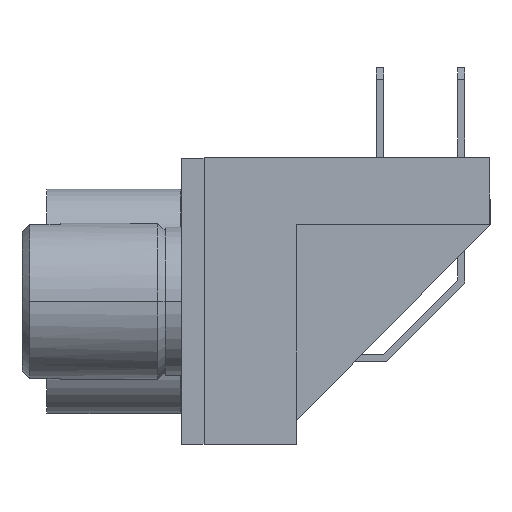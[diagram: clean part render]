
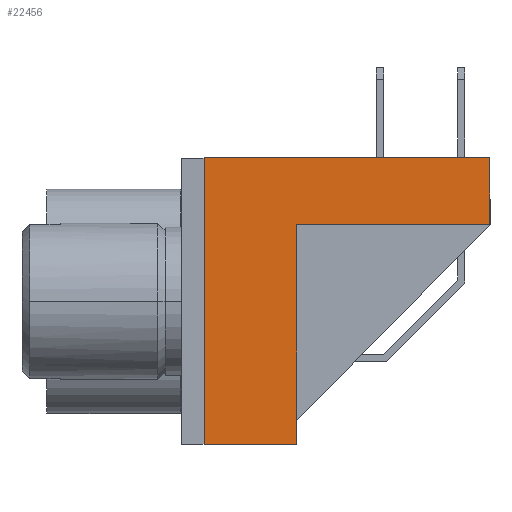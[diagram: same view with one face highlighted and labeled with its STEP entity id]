
A CAD part, left-side view. The second image highlights one B-rep face of the part: STEP entity #22456.
In plain terms, the highlighted face is planar.
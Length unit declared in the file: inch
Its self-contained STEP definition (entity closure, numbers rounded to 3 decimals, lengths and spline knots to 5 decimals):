
#242 = ORIENTED_EDGE ( 'NONE', *, *, #33409, .T. ) ;
#603 = CARTESIAN_POINT ( 'NONE',  ( 1.079, 0.6, 0.299 ) ) ;
#655 = DIRECTION ( 'NONE',  ( 0., 0., -1. ) ) ;
#996 = AXIS2_PLACEMENT_3D ( 'NONE', #20764, #28064, #14754 ) ;
#1790 = CARTESIAN_POINT ( 'NONE',  ( 1.079, 0., -0.299 ) ) ;
#2399 = EDGE_CURVE ( 'NONE', #18122, #19943, #28570, .T. ) ;
#3059 = LINE ( 'NONE', #603, #5530 ) ;
#3276 = CARTESIAN_POINT ( 'NONE',  ( 1.079, 0.6, -0.299 ) ) ;
#3364 = EDGE_CURVE ( 'NONE', #30010, #10149, #3059, .T. ) ;
#3741 = CARTESIAN_POINT ( 'NONE',  ( 1.079, 0., -0.299 ) ) ;
#4403 = DIRECTION ( 'NONE',  ( 0., 0., -1. ) ) ;
#5530 = VECTOR ( 'NONE', #11019, 39.37008 ) ;
#5861 = LINE ( 'NONE', #3276, #21969 ) ;
#6137 = ORIENTED_EDGE ( 'NONE', *, *, #30144, .F. ) ;
#9130 = DIRECTION ( 'NONE',  ( 0., 1., 0. ) ) ;
#9549 = CARTESIAN_POINT ( 'NONE',  ( 1.079, 0.6, -0.299 ) ) ;
#9902 = CARTESIAN_POINT ( 'NONE',  ( 1.079, 0., 0.299 ) ) ;
#10149 = VERTEX_POINT ( 'NONE', #9902 ) ;
#11019 = DIRECTION ( 'NONE',  ( 0., -1., 0. ) ) ;
#11894 = VERTEX_POINT ( 'NONE', #32376 ) ;
#12154 = FACE_OUTER_BOUND ( 'NONE', #28123, .T. ) ;
#12997 = VERTEX_POINT ( 'NONE', #16699 ) ;
#14754 = DIRECTION ( 'NONE',  ( 0., 0., 1. ) ) ;
#16480 = VECTOR ( 'NONE', #9130, 39.37008 ) ;
#16699 = CARTESIAN_POINT ( 'NONE',  ( 1.079, 0.6, -0.105 ) ) ;
#17257 = VECTOR ( 'NONE', #4403, 39.37008 ) ;
#17683 = CARTESIAN_POINT ( 'NONE',  ( 1.079, 0.6, -0.299 ) ) ;
#17846 = PLANE ( 'NONE',  #996 ) ;
#18024 = DIRECTION ( 'NONE',  ( 0., -1., 0. ) ) ;
#18122 = VERTEX_POINT ( 'NONE', #9549 ) ;
#19171 = CARTESIAN_POINT ( 'NONE',  ( 1.079, 0.14, -0.105 ) ) ;
#19403 = ORIENTED_EDGE ( 'NONE', *, *, #29717, .F. ) ;
#19593 = DIRECTION ( 'NONE',  ( 0., 0., -1. ) ) ;
#19753 = LINE ( 'NONE', #32772, #23747 ) ;
#19800 = VECTOR ( 'NONE', #18024, 39.37008 ) ;
#19943 = VERTEX_POINT ( 'NONE', #3741 ) ;
#20764 = CARTESIAN_POINT ( 'NONE',  ( 1.079, 0.6, -0.299 ) ) ;
#21969 = VECTOR ( 'NONE', #655, 39.37008 ) ;
#21984 = CARTESIAN_POINT ( 'NONE',  ( 1.079, 0.14, 0.299 ) ) ;
#22345 = ORIENTED_EDGE ( 'NONE', *, *, #28372, .F. ) ;
#22456 = ADVANCED_FACE ( 'NONE', ( #12154 ), #17846, .F. ) ;
#23295 = LINE ( 'NONE', #1790, #17257 ) ;
#23747 = VECTOR ( 'NONE', #19593, 39.37008 ) ;
#24225 = LINE ( 'NONE', #19171, #16480 ) ;
#24699 = ORIENTED_EDGE ( 'NONE', *, *, #2399, .F. ) ;
#27827 = ORIENTED_EDGE ( 'NONE', *, *, #3364, .T. ) ;
#28064 = DIRECTION ( 'NONE',  ( -1., 0., 0. ) ) ;
#28123 = EDGE_LOOP ( 'NONE', ( #22345, #6137, #19403, #27827, #242, #24699 ) ) ;
#28372 = EDGE_CURVE ( 'NONE', #12997, #18122, #5861, .T. ) ;
#28570 = LINE ( 'NONE', #17683, #19800 ) ;
#29717 = EDGE_CURVE ( 'NONE', #30010, #11894, #19753, .T. ) ;
#30010 = VERTEX_POINT ( 'NONE', #21984 ) ;
#30144 = EDGE_CURVE ( 'NONE', #11894, #12997, #24225, .T. ) ;
#32376 = CARTESIAN_POINT ( 'NONE',  ( 1.079, 0.14, -0.105 ) ) ;
#32772 = CARTESIAN_POINT ( 'NONE',  ( 1.079, 0.14, 0.299 ) ) ;
#33409 = EDGE_CURVE ( 'NONE', #10149, #19943, #23295, .T. ) ;
